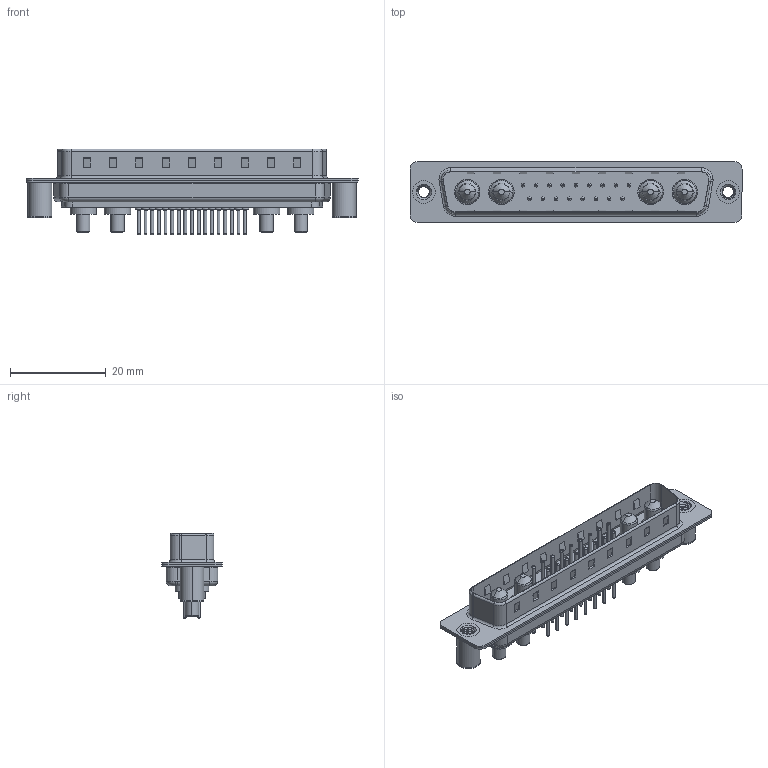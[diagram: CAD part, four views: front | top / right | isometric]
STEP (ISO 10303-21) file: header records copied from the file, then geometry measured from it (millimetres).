
FILE_DESCRIPTION (( 'STEP AP203' ), '1' );
FILE_NAME ('627-21W4224-2NB.STEP', '2019-05-30T08:57:27', ( '' ), ( '' ), 'SwSTEP 2.0', 'SolidWorks 2016', '' );
FILE_SCHEMA (( 'CONFIG_CONTROL_DESIGN' ));
Length unit declared in the file: millimetre
Products named in the file (9): 627Combo Shell Front_37 Contacts; 627Combo Threaded Board Spacer_B; Power Pin_20A S; 627Combo Threaded Board Spacer_3; 627Combo Contact Row 1_24; 627Combo Contact Row 2_24; 627-21W4224-2NB; 627Combo Housing_21W4; 627Combo Shell Rear_37 Contacts
Assembly tree (26 placements, depth 2):
  627-21W4224-2NB
    627Combo Housing_21W4
    627Combo Shell Rear_37 Contacts
    627Combo Shell Front_37 Contacts
    627Combo Threaded Board Spacer_B
    Power Pin_20A S  x4
    627Combo Threaded Board Spacer_3
    627Combo Contact Row 1_24  x9
    627Combo Contact Row 2_24  x8
Bounding box: 69.3 x 12.6 x 17.9 mm (x, y, z)
Volume: 4166.7 mm3; surface area: 9398.5 mm2
Topology: 30 solids, 30 shells, 1239 faces, 2750 edges, 1679 vertices
Faces by surface type: cylinder 483, plane 362, torus 334, cone 46, bspline 14
Entity records: 25640 total; most frequent: CARTESIAN_POINT 7333, DIRECTION 3728, ORIENTED_EDGE 3378, EDGE_CURVE 1689, AXIS2_PLACEMENT_3D 1441, VERTEX_POINT 1067, EDGE_LOOP 852, VECTOR 846
